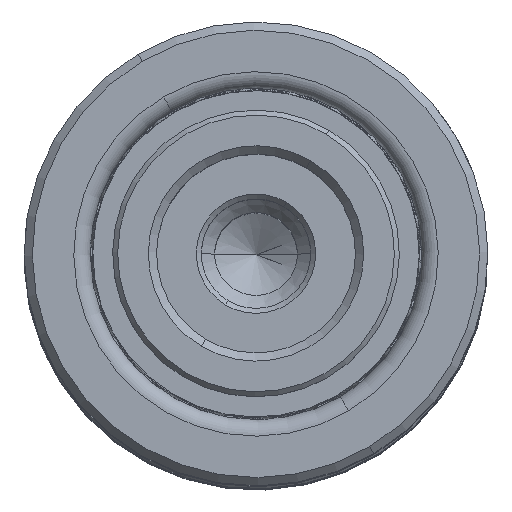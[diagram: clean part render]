
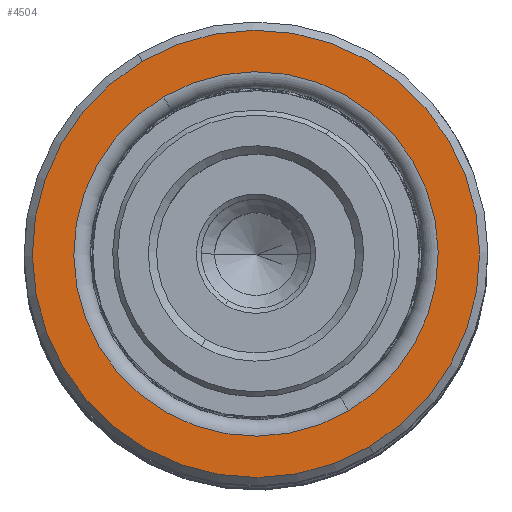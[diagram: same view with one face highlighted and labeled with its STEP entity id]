
A CAD part, top view. The second image highlights one B-rep face of the part: STEP entity #4504.
In plain terms, the highlighted face is planar.
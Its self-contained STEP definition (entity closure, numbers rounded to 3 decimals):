
#1133 = EDGE_CURVE ( 'NONE', #14539, #19449, #15218, .T. ) ;
#1182 = CARTESIAN_POINT ( 'NONE',  ( 0., 0., 0. ) ) ;
#1280 = CARTESIAN_POINT ( 'NONE',  ( 0., 0., 0. ) ) ;
#1394 = ORIENTED_EDGE ( 'NONE', *, *, #25730, .T. ) ;
#3532 = CARTESIAN_POINT ( 'NONE',  ( -11., 0., 0. ) ) ;
#3787 = DIRECTION ( 'NONE',  ( 1., 0., 0. ) ) ;
#3874 = DIRECTION ( 'NONE',  ( 1., 0., 0. ) ) ;
#4154 = CARTESIAN_POINT ( 'NONE',  ( 11., 0., 0. ) ) ;
#4177 = FACE_OUTER_BOUND ( 'NONE', #10544, .T. ) ;
#4412 = EDGE_CURVE ( 'NONE', #19449, #14539, #32632, .T. ) ;
#4504 = ADVANCED_FACE ( 'NONE', ( #24904, #4177 ), #33008, .F. ) ;
#4512 = DIRECTION ( 'NONE',  ( 1., 0., 0. ) ) ;
#4943 = CIRCLE ( 'NONE', #20703, 13.5 ) ;
#6087 = EDGE_LOOP ( 'NONE', ( #28368, #26242 ) ) ;
#8581 = AXIS2_PLACEMENT_3D ( 'NONE', #1280, #19453, #3874 ) ;
#8932 = CARTESIAN_POINT ( 'NONE',  ( 0., 0., 0. ) ) ;
#10544 = EDGE_LOOP ( 'NONE', ( #27719, #1394 ) ) ;
#11520 = DIRECTION ( 'NONE',  ( 1., 0., 0. ) ) ;
#13119 = VERTEX_POINT ( 'NONE', #30602 ) ;
#13772 = DIRECTION ( 'NONE',  ( 0., 0., -1. ) ) ;
#14539 = VERTEX_POINT ( 'NONE', #4154 ) ;
#15218 = CIRCLE ( 'NONE', #8581, 11. ) ;
#17469 = CARTESIAN_POINT ( 'NONE',  ( 0., 0., 0. ) ) ;
#19357 = DIRECTION ( 'NONE',  ( 0., 0., -1. ) ) ;
#19449 = VERTEX_POINT ( 'NONE', #3532 ) ;
#19453 = DIRECTION ( 'NONE',  ( 0., 0., 1. ) ) ;
#20667 = CARTESIAN_POINT ( 'NONE',  ( -13.5, 0., 0. ) ) ;
#20703 = AXIS2_PLACEMENT_3D ( 'NONE', #1182, #19357, #3787 ) ;
#21032 = AXIS2_PLACEMENT_3D ( 'NONE', #8932, #27120, #11520 ) ;
#24904 = FACE_BOUND ( 'NONE', #6087, .T. ) ;
#25145 = VERTEX_POINT ( 'NONE', #20667 ) ;
#25730 = EDGE_CURVE ( 'NONE', #25145, #13119, #32524, .T. ) ;
#26242 = ORIENTED_EDGE ( 'NONE', *, *, #4412, .T. ) ;
#26783 = AXIS2_PLACEMENT_3D ( 'NONE', #29344, #13772, #31972 ) ;
#27120 = DIRECTION ( 'NONE',  ( 0., 0., 1. ) ) ;
#27719 = ORIENTED_EDGE ( 'NONE', *, *, #30314, .T. ) ;
#27793 = DIRECTION ( 'NONE',  ( 0., 0., 1. ) ) ;
#28368 = ORIENTED_EDGE ( 'NONE', *, *, #1133, .T. ) ;
#29344 = CARTESIAN_POINT ( 'NONE',  ( 0., 0., 0. ) ) ;
#30314 = EDGE_CURVE ( 'NONE', #13119, #25145, #4943, .T. ) ;
#30602 = CARTESIAN_POINT ( 'NONE',  ( 13.5, 0., 0. ) ) ;
#31972 = DIRECTION ( 'NONE',  ( 1., 0., 0. ) ) ;
#32524 = CIRCLE ( 'NONE', #26783, 13.5 ) ;
#32632 = CIRCLE ( 'NONE', #21032, 11. ) ;
#33008 = PLANE ( 'NONE',  #33207 ) ;
#33207 = AXIS2_PLACEMENT_3D ( 'NONE', #17469, #27793, #4512 ) ;
